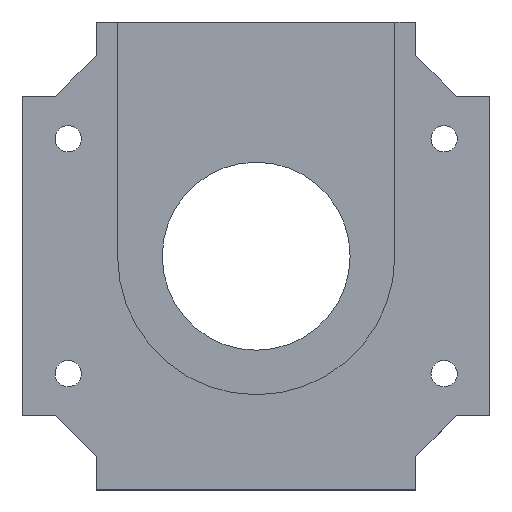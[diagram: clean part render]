
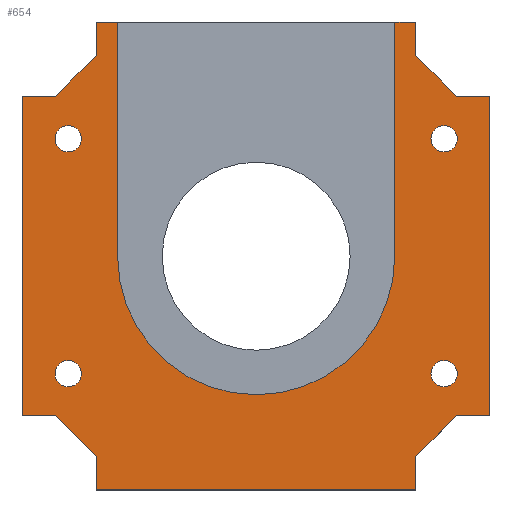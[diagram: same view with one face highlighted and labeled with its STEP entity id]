
A CAD part, top view. The second image highlights one B-rep face of the part: STEP entity #654.
In plain terms, the highlighted planar face has unit normal (0, 0, 1).
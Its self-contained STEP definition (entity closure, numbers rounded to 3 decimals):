
#24=LINE('',#968,#91);
#31=LINE('',#987,#98);
#32=LINE('',#990,#99);
#36=LINE('',#997,#103);
#38=LINE('',#1005,#105);
#42=LINE('',#1013,#109);
#45=LINE('',#1019,#112);
#48=LINE('',#1026,#115);
#52=LINE('',#1034,#119);
#55=LINE('',#1040,#122);
#58=LINE('',#1046,#125);
#61=LINE('',#1052,#128);
#64=LINE('',#1058,#131);
#67=LINE('',#1065,#134);
#71=LINE('',#1073,#138);
#74=LINE('',#1078,#141);
#76=LINE('',#1081,#143);
#80=LINE('',#1087,#147);
#81=LINE('',#1089,#148);
#91=VECTOR('',#800,10.);
#98=VECTOR('',#819,10.);
#99=VECTOR('',#822,10.);
#103=VECTOR('',#826,10.);
#105=VECTOR('',#834,10.);
#109=VECTOR('',#840,10.);
#112=VECTOR('',#845,10.);
#115=VECTOR('',#850,10.);
#119=VECTOR('',#856,10.);
#122=VECTOR('',#861,10.);
#125=VECTOR('',#866,10.);
#128=VECTOR('',#871,10.);
#131=VECTOR('',#876,10.);
#134=VECTOR('',#881,10.);
#138=VECTOR('',#887,10.);
#141=VECTOR('',#892,10.);
#143=VECTOR('',#896,10.);
#147=VECTOR('',#904,10.);
#148=VECTOR('',#907,10.);
#169=FACE_BOUND('',#252,.T.);
#170=FACE_BOUND('',#253,.T.);
#171=FACE_BOUND('',#254,.T.);
#172=FACE_BOUND('',#255,.T.);
#206=FACE_OUTER_BOUND('',#251,.T.);
#251=EDGE_LOOP('',(#568,#569,#570,#571,#572,#573,#574,#575,#576,#577,#578,
#579,#580,#581,#582,#583,#584,#585,#586,#587));
#252=EDGE_LOOP('',(#588));
#253=EDGE_LOOP('',(#589));
#254=EDGE_LOOP('',(#590));
#255=EDGE_LOOP('',(#591));
#260=CIRCLE('',#682,1.4);
#264=CIRCLE('',#689,1.4);
#268=CIRCLE('',#696,1.4);
#272=CIRCLE('',#703,1.4);
#275=CIRCLE('',#709,14.75);
#280=VERTEX_POINT('',#921);
#284=VERTEX_POINT('',#934);
#288=VERTEX_POINT('',#947);
#292=VERTEX_POINT('',#960);
#293=VERTEX_POINT('',#964);
#295=VERTEX_POINT('',#967);
#300=VERTEX_POINT('',#981);
#301=VERTEX_POINT('',#985);
#302=VERTEX_POINT('',#989);
#305=VERTEX_POINT('',#995);
#307=VERTEX_POINT('',#1003);
#308=VERTEX_POINT('',#1004);
#311=VERTEX_POINT('',#1012);
#313=VERTEX_POINT('',#1018);
#315=VERTEX_POINT('',#1024);
#316=VERTEX_POINT('',#1025);
#319=VERTEX_POINT('',#1033);
#321=VERTEX_POINT('',#1039);
#323=VERTEX_POINT('',#1045);
#325=VERTEX_POINT('',#1051);
#327=VERTEX_POINT('',#1057);
#329=VERTEX_POINT('',#1063);
#330=VERTEX_POINT('',#1064);
#333=VERTEX_POINT('',#1072);
#340=EDGE_CURVE('',#280,#280,#260,.T.);
#346=EDGE_CURVE('',#284,#284,#264,.T.);
#352=EDGE_CURVE('',#288,#288,#268,.T.);
#358=EDGE_CURVE('',#292,#292,#272,.T.);
#360=EDGE_CURVE('',#295,#293,#24,.T.);
#367=EDGE_CURVE('',#300,#295,#275,.T.);
#370=EDGE_CURVE('',#301,#300,#31,.T.);
#371=EDGE_CURVE('',#302,#301,#32,.T.);
#375=EDGE_CURVE('',#293,#305,#36,.T.);
#378=EDGE_CURVE('',#307,#308,#38,.T.);
#382=EDGE_CURVE('',#311,#307,#42,.T.);
#385=EDGE_CURVE('',#313,#311,#45,.T.);
#388=EDGE_CURVE('',#315,#316,#48,.T.);
#392=EDGE_CURVE('',#316,#319,#52,.T.);
#395=EDGE_CURVE('',#321,#315,#55,.T.);
#398=EDGE_CURVE('',#323,#302,#58,.T.);
#401=EDGE_CURVE('',#325,#323,#61,.T.);
#404=EDGE_CURVE('',#327,#325,#64,.T.);
#407=EDGE_CURVE('',#329,#330,#67,.T.);
#411=EDGE_CURVE('',#330,#333,#71,.T.);
#414=EDGE_CURVE('',#305,#329,#74,.T.);
#416=EDGE_CURVE('',#308,#327,#76,.T.);
#420=EDGE_CURVE('',#333,#321,#80,.T.);
#421=EDGE_CURVE('',#319,#313,#81,.T.);
#568=ORIENTED_EDGE('',*,*,#360,.T.);
#569=ORIENTED_EDGE('',*,*,#375,.T.);
#570=ORIENTED_EDGE('',*,*,#414,.T.);
#571=ORIENTED_EDGE('',*,*,#407,.T.);
#572=ORIENTED_EDGE('',*,*,#411,.T.);
#573=ORIENTED_EDGE('',*,*,#420,.T.);
#574=ORIENTED_EDGE('',*,*,#395,.T.);
#575=ORIENTED_EDGE('',*,*,#388,.T.);
#576=ORIENTED_EDGE('',*,*,#392,.T.);
#577=ORIENTED_EDGE('',*,*,#421,.T.);
#578=ORIENTED_EDGE('',*,*,#385,.T.);
#579=ORIENTED_EDGE('',*,*,#382,.T.);
#580=ORIENTED_EDGE('',*,*,#378,.T.);
#581=ORIENTED_EDGE('',*,*,#416,.T.);
#582=ORIENTED_EDGE('',*,*,#404,.T.);
#583=ORIENTED_EDGE('',*,*,#401,.T.);
#584=ORIENTED_EDGE('',*,*,#398,.T.);
#585=ORIENTED_EDGE('',*,*,#371,.T.);
#586=ORIENTED_EDGE('',*,*,#370,.T.);
#587=ORIENTED_EDGE('',*,*,#367,.T.);
#588=ORIENTED_EDGE('',*,*,#340,.T.);
#589=ORIENTED_EDGE('',*,*,#346,.T.);
#590=ORIENTED_EDGE('',*,*,#352,.T.);
#591=ORIENTED_EDGE('',*,*,#358,.T.);
#619=PLANE('',#729);
#654=ADVANCED_FACE('',(#206,#169,#170,#171,#172),#619,.F.);
#682=AXIS2_PLACEMENT_3D('',#923,#747,#748);
#689=AXIS2_PLACEMENT_3D('',#936,#763,#764);
#696=AXIS2_PLACEMENT_3D('',#949,#779,#780);
#703=AXIS2_PLACEMENT_3D('',#962,#795,#796);
#709=AXIS2_PLACEMENT_3D('',#982,#813,#814);
#729=AXIS2_PLACEMENT_3D('',#1088,#905,#906);
#747=DIRECTION('center_axis',(0.,0.,
-1.));
#748=DIRECTION('ref_axis',(1.,0.,0.));
#763=DIRECTION('center_axis',(0.,0.,
-1.));
#764=DIRECTION('ref_axis',(1.,0.,0.));
#779=DIRECTION('center_axis',(0.,0.,
-1.));
#780=DIRECTION('ref_axis',(1.,0.,0.));
#795=DIRECTION('center_axis',(0.,0.,
-1.));
#796=DIRECTION('ref_axis',(1.,0.,0.));
#800=DIRECTION('',(0.,1.,0.));
#813=DIRECTION('center_axis',(0.,0.,
-1.));
#814=DIRECTION('ref_axis',(-1.,0.,0.));
#819=DIRECTION('',(0.,-1.,0.));
#822=DIRECTION('',(-1.,0.,0.));
#826=DIRECTION('',(-1.,0.,0.));
#834=DIRECTION('',(1.,0.,0.));
#840=DIRECTION('',(0.707,0.707,0.));
#845=DIRECTION('',(0.,1.,0.));
#850=DIRECTION('',(0.707,-0.707,0.));
#856=DIRECTION('',(0.,-1.,0.));
#861=DIRECTION('',(1.,0.,0.));
#866=DIRECTION('',(0.,1.,0.));
#871=DIRECTION('',(-0.707,0.707,0.));
#876=DIRECTION('',(-1.,0.,0.));
#881=DIRECTION('',(-0.707,-0.707,0.));
#887=DIRECTION('',(-1.,0.,0.));
#892=DIRECTION('',(0.,-1.,0.));
#896=DIRECTION('',(0.,1.,0.));
#904=DIRECTION('',(0.,-1.,0.));
#905=DIRECTION('center_axis',(0.,0.,
-1.));
#906=DIRECTION('ref_axis',(-1.,0.,0.));
#907=DIRECTION('',(1.,0.,0.));
#921=CARTESIAN_POINT('',(-56.809,8.409,22.));
#923=CARTESIAN_POINT('Origin',(-55.409,8.409,22.));
#934=CARTESIAN_POINT('',(-16.809,33.409,22.));
#936=CARTESIAN_POINT('Origin',(-15.409,33.409,22.));
#947=CARTESIAN_POINT('',(-56.809,33.409,22.));
#949=CARTESIAN_POINT('Origin',(-55.409,33.409,22.));
#960=CARTESIAN_POINT('',(-16.809,8.409,22.));
#962=CARTESIAN_POINT('Origin',(-15.409,8.409,22.));
#964=CARTESIAN_POINT('',(-50.159,45.83,22.));
#967=CARTESIAN_POINT('',(-50.159,20.909,22.));
#968=CARTESIAN_POINT('',(-50.159,20.92,22.));
#981=CARTESIAN_POINT('',(-20.659,20.909,22.));
#982=CARTESIAN_POINT('Origin',(-35.409,20.909,22.));
#985=CARTESIAN_POINT('',(-20.659,45.83,22.));
#987=CARTESIAN_POINT('',(-20.659,42.212,22.));
#989=CARTESIAN_POINT('',(-18.43,45.83,22.));
#990=CARTESIAN_POINT('',(-43.83,45.83,22.));
#995=CARTESIAN_POINT('',(-52.43,45.83,22.));
#997=CARTESIAN_POINT('',(-43.83,45.83,22.));
#1003=CARTESIAN_POINT('',(-14.105,3.93,22.));
#1004=CARTESIAN_POINT('',(-10.53,3.93,22.));
#1005=CARTESIAN_POINT('',(-24.767,3.93,22.));
#1012=CARTESIAN_POINT('',(-18.43,-0.395,22.));
#1013=CARTESIAN_POINT('',(-17.349,0.686,22.));
#1018=CARTESIAN_POINT('',(-18.43,-3.97,22.));
#1019=CARTESIAN_POINT('',(-18.43,8.48,22.));
#1024=CARTESIAN_POINT('',(-56.755,3.93,22.));
#1025=CARTESIAN_POINT('',(-52.389,-0.437,22.));
#1026=CARTESIAN_POINT('',(-55.674,2.849,22.));
#1033=CARTESIAN_POINT('',(-52.389,-3.97,22.));
#1034=CARTESIAN_POINT('',(-52.389,10.247,22.));
#1039=CARTESIAN_POINT('',(-60.33,3.93,22.));
#1040=CARTESIAN_POINT('',(-47.88,3.93,22.));
#1045=CARTESIAN_POINT('',(-18.43,42.255,22.));
#1046=CARTESIAN_POINT('',(-18.43,31.593,22.));
#1051=CARTESIAN_POINT('',(-14.105,37.93,22.));
#1052=CARTESIAN_POINT('',(-15.186,39.011,22.));
#1057=CARTESIAN_POINT('',(-10.53,37.93,22.));
#1058=CARTESIAN_POINT('',(-22.98,37.93,22.));
#1063=CARTESIAN_POINT('',(-52.43,42.255,22.));
#1064=CARTESIAN_POINT('',(-56.755,37.93,22.));
#1065=CARTESIAN_POINT('',(-53.511,41.174,22.));
#1072=CARTESIAN_POINT('',(-60.33,37.93,22.));
#1073=CARTESIAN_POINT('',(-46.093,37.93,22.));
#1078=CARTESIAN_POINT('',(-52.43,33.38,22.));
#1081=CARTESIAN_POINT('',(-10.53,29.33,22.));
#1087=CARTESIAN_POINT('',(-60.33,12.53,22.));
#1088=CARTESIAN_POINT('Origin',(-58.501,20.93,22.));
#1089=CARTESIAN_POINT('',(-27.03,-3.97,22.));
